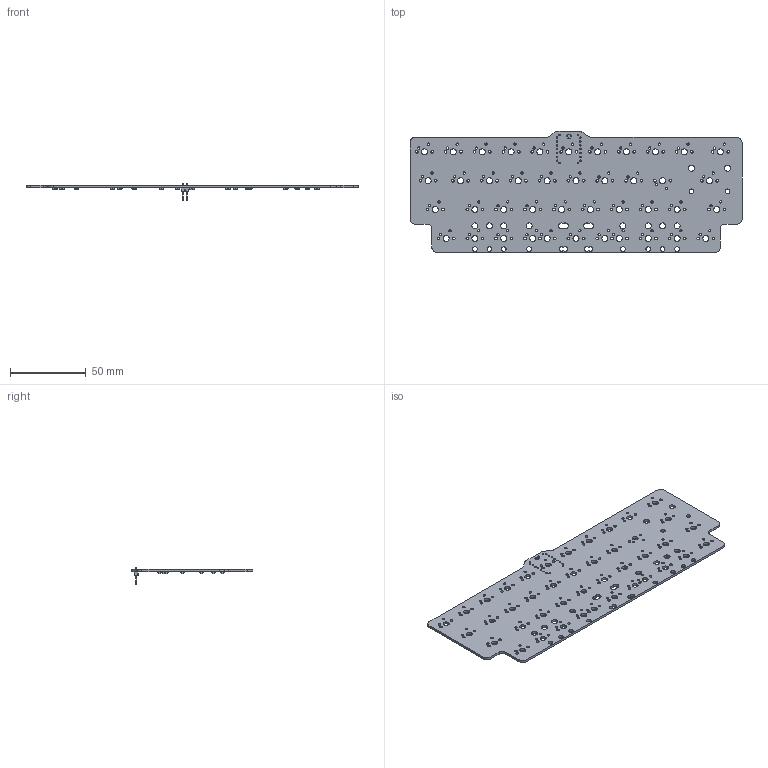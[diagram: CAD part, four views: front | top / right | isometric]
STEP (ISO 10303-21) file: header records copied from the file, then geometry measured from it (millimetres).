
FILE_DESCRIPTION(('KiCad electronic assembly'),'2;1');
FILE_NAME('QASS_PCB.step','2024-02-25T16:20:49',('Pcbnew'),('Kicad'), 'Open CASCADE STEP processor 7.7','KiCad to STEP converter','Unknown' );
FILE_SCHEMA(('AUTOMOTIVE_DESIGN { 1 0 10303 214 1 1 1 1 }'));
Length unit declared in the file: millimetre
Products named in the file (6): QASS_PCB 1; SOT-23; SOT_23; PinHeader_1x02_P2.54mm_Vertical; PinHeader_1x02_P254mm_Vertical; QASS_PCB_PCB
Assembly tree (24 placements, depth 3):
  QASS_PCB 1
    SOT-23  x20
      SOT_23
    PinHeader_1x02_P2.54mm_Vertical
      PinHeader_1x02_P254mm_Vertical
    QASS_PCB_PCB
Bounding box: 219.07 x 80.37 x 11.54 mm (x, y, z)
Volume: 24249.1 mm3; surface area: 34362.8 mm2
Topology: 22 solids, 22 shells, 1876 faces, 4628 edges, 2800 vertices
Faces by surface type: plane 812, bspline 540, cylinder 524
Full cylindrical faces by diameter (mm): 1 x18, 1.524 x84, 1.75 x80, 3.048 x10, 3.988 x52
Entity records: 16231 total; most frequent: DIRECTION 2628, CARTESIAN_POINT 2564, ORIENTED_EDGE 2416, EDGE_CURVE 1208, AXIS2_PLACEMENT_3D 1022, FACE_BOUND 938, EDGE_LOOP 938, VERTEX_POINT 786
